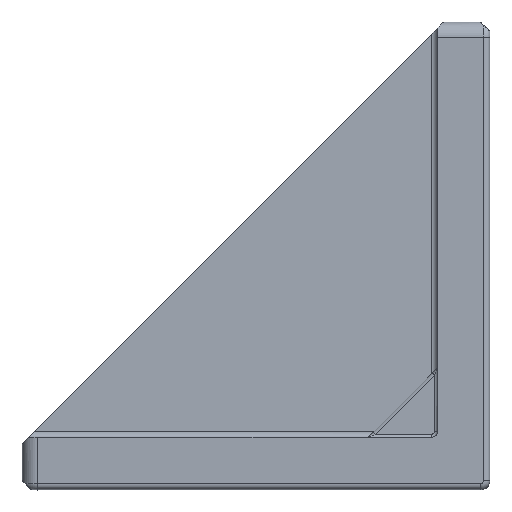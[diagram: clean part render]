
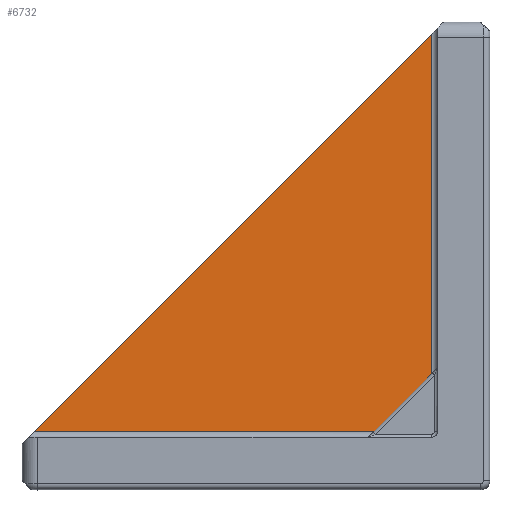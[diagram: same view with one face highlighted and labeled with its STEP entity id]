
A CAD part, top view. The second image highlights one B-rep face of the part: STEP entity #6732.
In plain terms, the highlighted planar face has unit normal (-0.012, 0.012, 1).
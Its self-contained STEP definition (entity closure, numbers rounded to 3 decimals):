
#36 = CARTESIAN_POINT ( 'NONE',  ( -76., 7.5, -13. ) ) ;
#255 = ORIENTED_EDGE ( 'NONE', *, *, #2908, .F. ) ;
#928 = CARTESIAN_POINT ( 'NONE',  ( -9.488, 9.488, -12.204 ) ) ;
#2013 = DIRECTION ( 'NONE',  ( 1., 0., 0.012 ) ) ;
#2217 = DIRECTION ( 'NONE',  ( 0., 1., -0.012 ) ) ;
#2225 = VERTEX_POINT ( 'NONE', #7976 ) ;
#2358 = LINE ( 'NONE', #7751, #4459 ) ;
#2424 = DIRECTION ( 'NONE',  ( 0.707, 0.707, 0. ) ) ;
#2908 = EDGE_CURVE ( 'NONE', #6002, #2225, #7538, .T. ) ;
#3041 = PLANE ( 'NONE',  #3773 ) ;
#3136 = EDGE_CURVE ( 'NONE', #6002, #8731, #4437, .T. ) ;
#3773 = AXIS2_PLACEMENT_3D ( 'NONE', #6974, #4613, #10157 ) ;
#3876 = FACE_OUTER_BOUND ( 'NONE', #7199, .T. ) ;
#3928 = VECTOR ( 'NONE', #2013, 1000. ) ;
#4437 = LINE ( 'NONE', #8331, #3928 ) ;
#4459 = VECTOR ( 'NONE', #2217, 1000. ) ;
#4613 = DIRECTION ( 'NONE',  ( -0.012, 0.012, 1. ) ) ;
#4750 = CARTESIAN_POINT ( 'NONE',  ( -74.012, 9.488, -13. ) ) ;
#5394 = VECTOR ( 'NONE', #2424, 1000. ) ;
#6002 = VERTEX_POINT ( 'NONE', #4750 ) ;
#6732 = ADVANCED_FACE ( 'NONE', ( #3876 ), #3041, .T. ) ;
#6974 = CARTESIAN_POINT ( 'NONE',  ( -76., 7.5, -13. ) ) ;
#7199 = EDGE_LOOP ( 'NONE', ( #9562, #9681, #255 ) ) ;
#7538 = LINE ( 'NONE', #36, #5394 ) ;
#7751 = CARTESIAN_POINT ( 'NONE',  ( -9.488, 75., -13.012 ) ) ;
#7976 = CARTESIAN_POINT ( 'NONE',  ( -9.488, 74.012, -13. ) ) ;
#8331 = CARTESIAN_POINT ( 'NONE',  ( -9.5, 9.488, -12.204 ) ) ;
#8446 = EDGE_CURVE ( 'NONE', #8731, #2225, #2358, .T. ) ;
#8731 = VERTEX_POINT ( 'NONE', #928 ) ;
#9562 = ORIENTED_EDGE ( 'NONE', *, *, #3136, .T. ) ;
#9681 = ORIENTED_EDGE ( 'NONE', *, *, #8446, .T. ) ;
#10157 = DIRECTION ( 'NONE',  ( 1., 0., 0.012 ) ) ;
